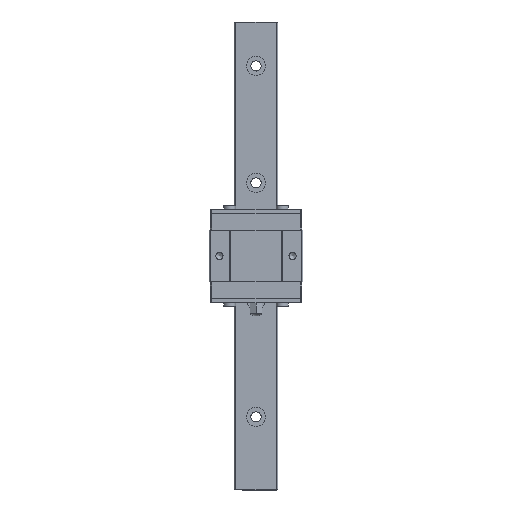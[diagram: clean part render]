
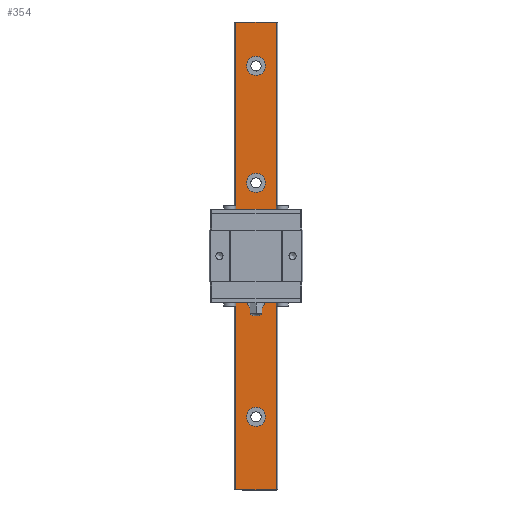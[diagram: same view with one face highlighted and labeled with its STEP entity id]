
A CAD part, top view. The second image highlights one B-rep face of the part: STEP entity #354.
In plain terms, the highlighted planar face has unit normal (0, 0, 1).
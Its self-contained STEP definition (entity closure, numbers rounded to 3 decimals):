
#354 = ADVANCED_FACE( '', ( #819, #820, #821, #822, #823 ), #824, .T. );
#819 = FACE_BOUND( '', #1436, .T. );
#820 = FACE_BOUND( '', #1437, .T. );
#821 = FACE_BOUND( '', #1438, .T. );
#822 = FACE_BOUND( '', #1439, .T. );
#823 = FACE_OUTER_BOUND( '', #1440, .T. );
#824 = PLANE( '', #1441 );
#1436 = EDGE_LOOP( '', ( #2315 ) );
#1437 = EDGE_LOOP( '', ( #2316 ) );
#1438 = EDGE_LOOP( '', ( #2317 ) );
#1439 = EDGE_LOOP( '', ( #2318 ) );
#1440 = EDGE_LOOP( '', ( #2319, #2320, #2321, #2322 ) );
#1441 = AXIS2_PLACEMENT_3D( '', #2323, #2324, #2325 );
#2315 = ORIENTED_EDGE( '', *, *, #3670, .T. );
#2316 = ORIENTED_EDGE( '', *, *, #3842, .T. );
#2317 = ORIENTED_EDGE( '', *, *, #3843, .T. );
#2318 = ORIENTED_EDGE( '', *, *, #3844, .T. );
#2319 = ORIENTED_EDGE( '', *, *, #3616, .F. );
#2320 = ORIENTED_EDGE( '', *, *, #3718, .F. );
#2321 = ORIENTED_EDGE( '', *, *, #3845, .T. );
#2322 = ORIENTED_EDGE( '', *, *, #3846, .T. );
#2323 = CARTESIAN_POINT( '', ( -6.919, -80., 10. ) );
#2324 = DIRECTION( '', ( 0., 0., 1. ) );
#2325 = DIRECTION( '', ( 1., 0., 0. ) );
#3616 = EDGE_CURVE( '', #4300, #4302, #4303, .T. );
#3670 = EDGE_CURVE( '', #4400, #4400, #4401, .T. );
#3718 = EDGE_CURVE( '', #4481, #4300, #4483, .T. );
#3842 = EDGE_CURVE( '', #4690, #4690, #4691, .T. );
#3843 = EDGE_CURVE( '', #4692, #4692, #4693, .T. );
#3844 = EDGE_CURVE( '', #4694, #4694, #4695, .T. );
#3845 = EDGE_CURVE( '', #4481, #4696, #4697, .T. );
#3846 = EDGE_CURVE( '', #4696, #4302, #4698, .T. );
#4300 = VERTEX_POINT( '', #5293 );
#4302 = VERTEX_POINT( '', #5295 );
#4303 = LINE( '', #5296, #5297 );
#4400 = VERTEX_POINT( '', #5429 );
#4401 = CIRCLE( '', #5430, 3.25 );
#4481 = VERTEX_POINT( '', #5543 );
#4483 = LINE( '', #5545, #5546 );
#4690 = VERTEX_POINT( '', #5837 );
#4691 = CIRCLE( '', #5838, 3.25 );
#4692 = VERTEX_POINT( '', #5839 );
#4693 = CIRCLE( '', #5840, 3.25 );
#4694 = VERTEX_POINT( '', #5841 );
#4695 = CIRCLE( '', #5842, 3.25 );
#4696 = VERTEX_POINT( '', #5843 );
#4697 = LINE( '', #5844, #5845 );
#4698 = LINE( '', #5846, #5847 );
#5293 = CARTESIAN_POINT( '', ( -6.919, 80., 10. ) );
#5295 = CARTESIAN_POINT( '', ( 6.919, 80., 10. ) );
#5296 = CARTESIAN_POINT( '', ( -6.919, 80., 10. ) );
#5297 = VECTOR( '', #6623, 1000. );
#5429 = CARTESIAN_POINT( '', ( 0., -58.25, 10. ) );
#5430 = AXIS2_PLACEMENT_3D( '', #6689, #6690, #6691 );
#5543 = CARTESIAN_POINT( '', ( -6.919, -80., 10. ) );
#5545 = CARTESIAN_POINT( '', ( -6.919, -80., 10. ) );
#5546 = VECTOR( '', #6740, 1000. );
#5837 = CARTESIAN_POINT( '', ( 0., -18.25, 10. ) );
#5838 = AXIS2_PLACEMENT_3D( '', #6876, #6877, #6878 );
#5839 = CARTESIAN_POINT( '', ( 0., 21.75, 10. ) );
#5840 = AXIS2_PLACEMENT_3D( '', #6879, #6880, #6881 );
#5841 = CARTESIAN_POINT( '', ( 0., 61.75, 10. ) );
#5842 = AXIS2_PLACEMENT_3D( '', #6882, #6883, #6884 );
#5843 = CARTESIAN_POINT( '', ( 6.919, -80., 10. ) );
#5844 = CARTESIAN_POINT( '', ( -6.919, -80., 10. ) );
#5845 = VECTOR( '', #6885, 1000. );
#5846 = CARTESIAN_POINT( '', ( 6.919, -80., 10. ) );
#5847 = VECTOR( '', #6886, 1000. );
#6623 = DIRECTION( '', ( 1., 0., 0. ) );
#6689 = CARTESIAN_POINT( '', ( 0., -55., 10. ) );
#6690 = DIRECTION( '', ( 0., 0., -1. ) );
#6691 = DIRECTION( '', ( 0., -1., 0. ) );
#6740 = DIRECTION( '', ( 0., 1., 0. ) );
#6876 = CARTESIAN_POINT( '', ( 0., -15., 10. ) );
#6877 = DIRECTION( '', ( 0., 0., -1. ) );
#6878 = DIRECTION( '', ( 0., -1., 0. ) );
#6879 = CARTESIAN_POINT( '', ( 0., 25., 10. ) );
#6880 = DIRECTION( '', ( 0., 0., -1. ) );
#6881 = DIRECTION( '', ( 0., -1., 0. ) );
#6882 = CARTESIAN_POINT( '', ( 0., 65., 10. ) );
#6883 = DIRECTION( '', ( 0., 0., -1. ) );
#6884 = DIRECTION( '', ( 0., -1., 0. ) );
#6885 = DIRECTION( '', ( 1., 0., 0. ) );
#6886 = DIRECTION( '', ( 0., 1., 0. ) );
